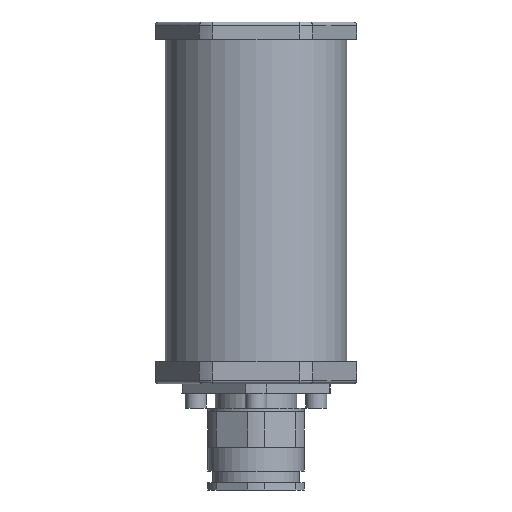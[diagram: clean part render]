
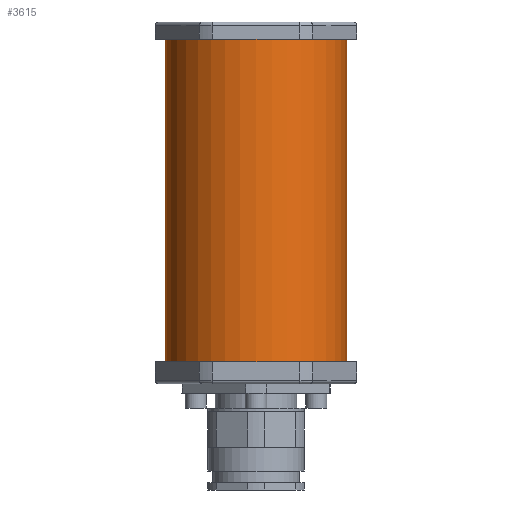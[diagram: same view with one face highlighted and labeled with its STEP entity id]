
A CAD part, front view. The second image highlights one B-rep face of the part: STEP entity #3615.
In plain terms, the highlighted cylindrical face has radius 19.431 mm (diameter 38.862 mm), a full revolution.
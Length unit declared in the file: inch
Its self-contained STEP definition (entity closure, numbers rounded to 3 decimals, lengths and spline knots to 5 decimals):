
#190=CIRCLE('',#3931,0.765);
#191=CIRCLE('',#3932,0.765);
#192=CIRCLE('',#3934,0.765);
#193=CIRCLE('',#3936,0.765);
#195=CIRCLE('',#3939,0.765);
#197=CIRCLE('',#3942,0.765);
#199=CIRCLE('',#3945,0.765);
#201=CIRCLE('',#3949,0.765);
#202=CIRCLE('',#3950,0.765);
#203=CIRCLE('',#3951,0.765);
#204=CIRCLE('',#3952,0.765);
#205=CIRCLE('',#3953,0.765);
#206=CIRCLE('',#3954,0.765);
#207=CIRCLE('',#3955,0.765);
#331=CYLINDRICAL_SURFACE('',#3948,0.765);
#474=FACE_OUTER_BOUND('',#727,.T.);
#727=EDGE_LOOP('',(#2793,#2794,#2795,#2796,#2797,#2798,#2799,#2800,#2801,
#2802,#2803,#2804,#2805,#2806,#2807,#2808));
#1063=LINE('',#5842,#1371);
#1371=VECTOR('',#4709,0.765);
#1651=VERTEX_POINT('',#5754);
#1657=VERTEX_POINT('',#5770);
#1662=VERTEX_POINT('',#5784);
#1665=VERTEX_POINT('',#5794);
#1666=VERTEX_POINT('',#5798);
#1667=VERTEX_POINT('',#5802);
#1670=VERTEX_POINT('',#5810);
#1675=VERTEX_POINT('',#5828);
#1676=VERTEX_POINT('',#5829);
#1677=VERTEX_POINT('',#5831);
#1678=VERTEX_POINT('',#5833);
#1679=VERTEX_POINT('',#5835);
#1680=VERTEX_POINT('',#5837);
#1681=VERTEX_POINT('',#5839);
#2064=EDGE_CURVE('',#1662,#1665,#190,.T.);
#2065=EDGE_CURVE('',#1665,#1657,#191,.T.);
#2066=EDGE_CURVE('',#1666,#1662,#192,.T.);
#2068=EDGE_CURVE('',#1667,#1666,#193,.T.);
#2072=EDGE_CURVE('',#1670,#1667,#195,.T.);
#2076=EDGE_CURVE('',#1651,#1670,#197,.T.);
#2079=EDGE_CURVE('',#1657,#1651,#199,.T.);
#2081=EDGE_CURVE('',#1675,#1676,#201,.T.);
#2082=EDGE_CURVE('',#1677,#1675,#202,.T.);
#2083=EDGE_CURVE('',#1678,#1677,#203,.T.);
#2084=EDGE_CURVE('',#1679,#1678,#204,.T.);
#2085=EDGE_CURVE('',#1680,#1679,#205,.T.);
#2086=EDGE_CURVE('',#1681,#1680,#206,.T.);
#2087=EDGE_CURVE('',#1676,#1681,#207,.T.);
#2088=EDGE_CURVE('',#1676,#1665,#1063,.T.);
#2793=ORIENTED_EDGE('',*,*,#2081,.F.);
#2794=ORIENTED_EDGE('',*,*,#2082,.F.);
#2795=ORIENTED_EDGE('',*,*,#2083,.F.);
#2796=ORIENTED_EDGE('',*,*,#2084,.F.);
#2797=ORIENTED_EDGE('',*,*,#2085,.F.);
#2798=ORIENTED_EDGE('',*,*,#2086,.F.);
#2799=ORIENTED_EDGE('',*,*,#2087,.F.);
#2800=ORIENTED_EDGE('',*,*,#2088,.T.);
#2801=ORIENTED_EDGE('',*,*,#2064,.F.);
#2802=ORIENTED_EDGE('',*,*,#2066,.F.);
#2803=ORIENTED_EDGE('',*,*,#2068,.F.);
#2804=ORIENTED_EDGE('',*,*,#2072,.F.);
#2805=ORIENTED_EDGE('',*,*,#2076,.F.);
#2806=ORIENTED_EDGE('',*,*,#2079,.F.);
#2807=ORIENTED_EDGE('',*,*,#2065,.F.);
#2808=ORIENTED_EDGE('',*,*,#2088,.F.);
#3615=ADVANCED_FACE('',(#474),#331,.T.);
#3931=AXIS2_PLACEMENT_3D('',#5795,#4653,#4654);
#3932=AXIS2_PLACEMENT_3D('',#5796,#4655,#4656);
#3934=AXIS2_PLACEMENT_3D('',#5799,#4659,#4660);
#3936=AXIS2_PLACEMENT_3D('',#5803,#4664,#4665);
#3939=AXIS2_PLACEMENT_3D('',#5811,#4672,#4673);
#3942=AXIS2_PLACEMENT_3D('',#5818,#4680,#4681);
#3945=AXIS2_PLACEMENT_3D('',#5823,#4687,#4688);
#3948=AXIS2_PLACEMENT_3D('',#5827,#4693,#4694);
#3949=AXIS2_PLACEMENT_3D('',#5830,#4695,#4696);
#3950=AXIS2_PLACEMENT_3D('',#5832,#4697,#4698);
#3951=AXIS2_PLACEMENT_3D('',#5834,#4699,#4700);
#3952=AXIS2_PLACEMENT_3D('',#5836,#4701,#4702);
#3953=AXIS2_PLACEMENT_3D('',#5838,#4703,#4704);
#3954=AXIS2_PLACEMENT_3D('',#5840,#4705,#4706);
#3955=AXIS2_PLACEMENT_3D('',#5841,#4707,#4708);
#4653=DIRECTION('center_axis',(0.,0.,-1.));
#4654=DIRECTION('ref_axis',(-1.,0.,0.));
#4655=DIRECTION('center_axis',(0.,0.,-1.));
#4656=DIRECTION('ref_axis',(-1.,0.,0.));
#4659=DIRECTION('center_axis',(0.,0.,-1.));
#4660=DIRECTION('ref_axis',(-1.,0.,0.));
#4664=DIRECTION('center_axis',(0.,0.,-1.));
#4665=DIRECTION('ref_axis',(-1.,0.,0.));
#4672=DIRECTION('center_axis',(0.,0.,-1.));
#4673=DIRECTION('ref_axis',(-1.,0.,0.));
#4680=DIRECTION('center_axis',(0.,0.,-1.));
#4681=DIRECTION('ref_axis',(-1.,0.,0.));
#4687=DIRECTION('center_axis',(0.,0.,-1.));
#4688=DIRECTION('ref_axis',(-1.,0.,0.));
#4693=DIRECTION('center_axis',(0.,0.,1.));
#4694=DIRECTION('ref_axis',(-1.,0.,0.));
#4695=DIRECTION('center_axis',(0.,0.,1.));
#4696=DIRECTION('ref_axis',(-1.,0.,0.));
#4697=DIRECTION('center_axis',(0.,0.,1.));
#4698=DIRECTION('ref_axis',(-1.,0.,0.));
#4699=DIRECTION('center_axis',(0.,0.,1.));
#4700=DIRECTION('ref_axis',(-1.,0.,0.));
#4701=DIRECTION('center_axis',(0.,0.,1.));
#4702=DIRECTION('ref_axis',(-1.,0.,0.));
#4703=DIRECTION('center_axis',(0.,0.,1.));
#4704=DIRECTION('ref_axis',(-1.,0.,0.));
#4705=DIRECTION('center_axis',(0.,0.,1.));
#4706=DIRECTION('ref_axis',(-1.,0.,0.));
#4707=DIRECTION('center_axis',(0.,0.,1.));
#4708=DIRECTION('ref_axis',(-1.,0.,0.));
#4709=DIRECTION('',(0.,0.,-1.));
#5754=CARTESIAN_POINT('',(0.,-0.765,0.187));
#5770=CARTESIAN_POINT('',(0.66251,-0.3825,0.187));
#5784=CARTESIAN_POINT('',(0.66251,0.3825,0.187));
#5794=CARTESIAN_POINT('',(0.765,0.,0.187));
#5795=CARTESIAN_POINT('Origin',(0.,0.,0.187));
#5796=CARTESIAN_POINT('Origin',(0.,0.,0.187));
#5798=CARTESIAN_POINT('',(0.,0.765,0.187));
#5799=CARTESIAN_POINT('Origin',(0.,0.,0.187));
#5802=CARTESIAN_POINT('',(-0.66251,0.3825,0.187));
#5803=CARTESIAN_POINT('Origin',(0.,0.,0.187));
#5810=CARTESIAN_POINT('',(-0.66251,-0.3825,0.187));
#5811=CARTESIAN_POINT('Origin',(0.,0.,0.187));
#5818=CARTESIAN_POINT('Origin',(0.,0.,0.187));
#5823=CARTESIAN_POINT('Origin',(0.,0.,0.187));
#5827=CARTESIAN_POINT('Origin',(0.,0.,0.187));
#5828=CARTESIAN_POINT('',(0.66251,-0.3825,2.904));
#5829=CARTESIAN_POINT('',(0.765,0.,2.904));
#5830=CARTESIAN_POINT('Origin',(0.,0.,2.904));
#5831=CARTESIAN_POINT('',(0.,-0.765,2.904));
#5832=CARTESIAN_POINT('Origin',(0.,0.,2.904));
#5833=CARTESIAN_POINT('',(-0.66251,-0.3825,2.904));
#5834=CARTESIAN_POINT('Origin',(0.,0.,2.904));
#5835=CARTESIAN_POINT('',(-0.66251,0.3825,2.904));
#5836=CARTESIAN_POINT('Origin',(0.,0.,2.904));
#5837=CARTESIAN_POINT('',(0.,0.765,2.904));
#5838=CARTESIAN_POINT('Origin',(0.,0.,2.904));
#5839=CARTESIAN_POINT('',(0.66251,0.3825,2.904));
#5840=CARTESIAN_POINT('Origin',(0.,0.,2.904));
#5841=CARTESIAN_POINT('Origin',(0.,0.,2.904));
#5842=CARTESIAN_POINT('',(0.765,0.,0.187));
